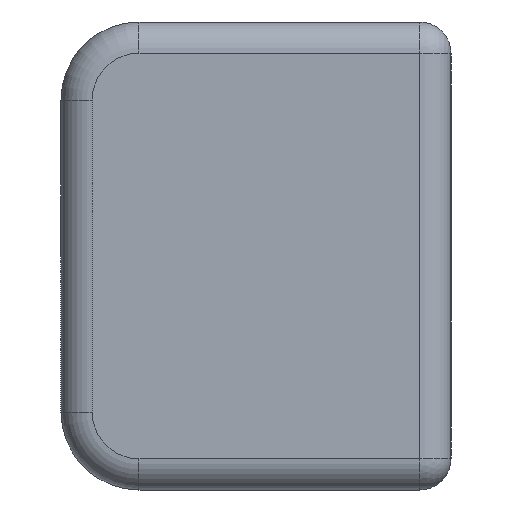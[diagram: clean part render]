
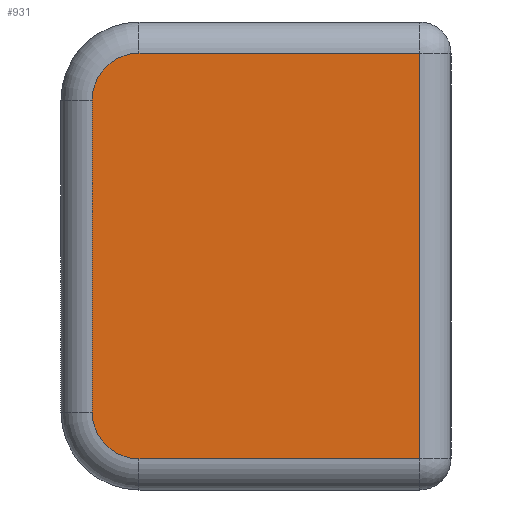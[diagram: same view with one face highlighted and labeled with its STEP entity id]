
A CAD part, left-side view. The second image highlights one B-rep face of the part: STEP entity #931.
In plain terms, the highlighted planar face has unit normal (-1, 0, 0).
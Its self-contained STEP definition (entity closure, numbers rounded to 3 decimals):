
#6 = PLANE ( 'NONE',  #886 ) ;
#35 = CIRCLE ( 'NONE', #639, 3. ) ;
#76 = CARTESIAN_POINT ( 'NONE',  ( 0., 23., -10. ) ) ;
#84 = CIRCLE ( 'NONE', #1129, 3. ) ;
#109 = VECTOR ( 'NONE', #181, 1000. ) ;
#128 = DIRECTION ( 'NONE',  ( 1., 0., 0. ) ) ;
#181 = DIRECTION ( 'NONE',  ( 0., 0., -1. ) ) ;
#201 = CARTESIAN_POINT ( 'NONE',  ( 0., 23., 10. ) ) ;
#205 = CARTESIAN_POINT ( 'NONE',  ( 0., 25., 13. ) ) ;
#222 = CARTESIAN_POINT ( 'NONE',  ( 0., 20., 13. ) ) ;
#225 = LINE ( 'NONE', #997, #109 ) ;
#383 = VERTEX_POINT ( 'NONE', #201 ) ;
#410 = FACE_OUTER_BOUND ( 'NONE', #517, .T. ) ;
#418 = DIRECTION ( 'NONE',  ( 1., 0., 0. ) ) ;
#437 = CARTESIAN_POINT ( 'NONE',  ( 0., 25., -13. ) ) ;
#517 = EDGE_LOOP ( 'NONE', ( #1213, #1276, #762, #778, #550, #801 ) ) ;
#550 = ORIENTED_EDGE ( 'NONE', *, *, #1220, .T. ) ;
#563 = LINE ( 'NONE', #760, #1486 ) ;
#583 = CARTESIAN_POINT ( 'NONE',  ( 0., 20., -13. ) ) ;
#639 = AXIS2_PLACEMENT_3D ( 'NONE', #1119, #418, #1244 ) ;
#643 = DIRECTION ( 'NONE',  ( 1., 0., 0. ) ) ;
#654 = DIRECTION ( 'NONE',  ( 0., 0., 1. ) ) ;
#738 = CARTESIAN_POINT ( 'NONE',  ( 0., 2., -13. ) ) ;
#760 = CARTESIAN_POINT ( 'NONE',  ( 0., 2., 15. ) ) ;
#762 = ORIENTED_EDGE ( 'NONE', *, *, #1156, .F. ) ;
#778 = ORIENTED_EDGE ( 'NONE', *, *, #1187, .T. ) ;
#782 = VERTEX_POINT ( 'NONE', #738 ) ;
#794 = CARTESIAN_POINT ( 'NONE',  ( 0., 25., 15. ) ) ;
#799 = VERTEX_POINT ( 'NONE', #1462 ) ;
#801 = ORIENTED_EDGE ( 'NONE', *, *, #1243, .T. ) ;
#803 = VERTEX_POINT ( 'NONE', #76 ) ;
#836 = VECTOR ( 'NONE', #1265, 1000. ) ;
#841 = VERTEX_POINT ( 'NONE', #583 ) ;
#880 = VECTOR ( 'NONE', #1484, 1000. ) ;
#886 = AXIS2_PLACEMENT_3D ( 'NONE', #794, #128, #924 ) ;
#924 = DIRECTION ( 'NONE',  ( 0., 1., 0. ) ) ;
#931 = ADVANCED_FACE ( 'NONE', ( #410 ), #6, .F. ) ;
#959 = LINE ( 'NONE', #437, #880 ) ;
#997 = CARTESIAN_POINT ( 'NONE',  ( 0., 23., 15. ) ) ;
#1105 = EDGE_CURVE ( 'NONE', #383, #1395, #35, .T. ) ;
#1119 = CARTESIAN_POINT ( 'NONE',  ( 0., 20., 10. ) ) ;
#1129 = AXIS2_PLACEMENT_3D ( 'NONE', #1368, #643, #1479 ) ;
#1142 = EDGE_CURVE ( 'NONE', #383, #803, #225, .T. ) ;
#1156 = EDGE_CURVE ( 'NONE', #841, #803, #84, .T. ) ;
#1187 = EDGE_CURVE ( 'NONE', #841, #782, #959, .T. ) ;
#1212 = LINE ( 'NONE', #205, #836 ) ;
#1213 = ORIENTED_EDGE ( 'NONE', *, *, #1105, .F. ) ;
#1220 = EDGE_CURVE ( 'NONE', #782, #799, #563, .T. ) ;
#1243 = EDGE_CURVE ( 'NONE', #799, #1395, #1212, .T. ) ;
#1244 = DIRECTION ( 'NONE',  ( 0., 1., 0. ) ) ;
#1265 = DIRECTION ( 'NONE',  ( 0., 1., 0. ) ) ;
#1276 = ORIENTED_EDGE ( 'NONE', *, *, #1142, .T. ) ;
#1368 = CARTESIAN_POINT ( 'NONE',  ( 0., 20., -10. ) ) ;
#1395 = VERTEX_POINT ( 'NONE', #222 ) ;
#1462 = CARTESIAN_POINT ( 'NONE',  ( 0., 2., 13. ) ) ;
#1479 = DIRECTION ( 'NONE',  ( 0., 1., 0. ) ) ;
#1484 = DIRECTION ( 'NONE',  ( 0., -1., 0. ) ) ;
#1486 = VECTOR ( 'NONE', #654, 1000. ) ;
